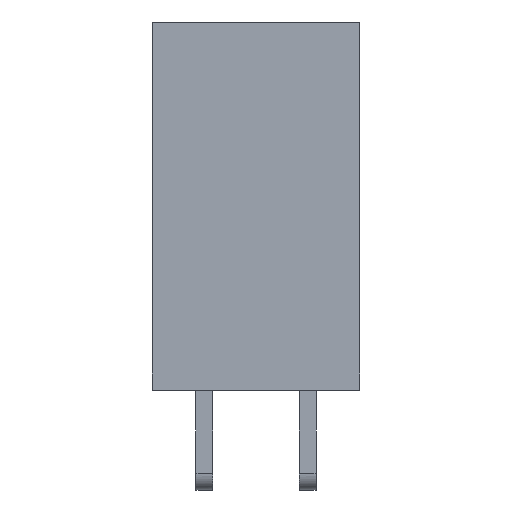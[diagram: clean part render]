
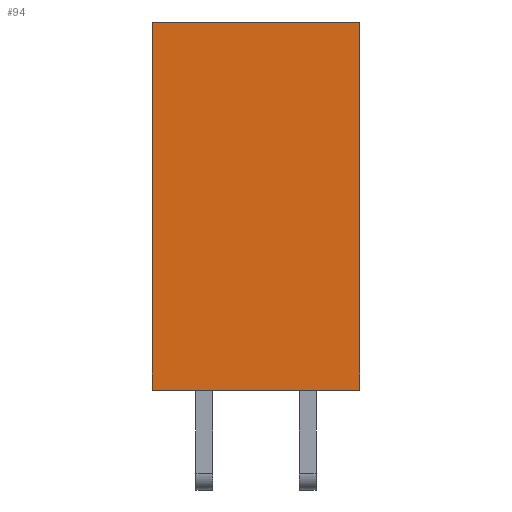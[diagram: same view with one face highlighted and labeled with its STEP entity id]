
A CAD part, left-side view. The second image highlights one B-rep face of the part: STEP entity #94.
In plain terms, the highlighted planar face has unit normal (-1, 0, 0).
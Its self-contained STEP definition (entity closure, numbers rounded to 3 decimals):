
#30=CARTESIAN_POINT('',(-39.6,0.,-0.125));
#31=DIRECTION('',(0.,-1.,0.));
#32=DIRECTION('',(-1.,0.,0.));
#33=AXIS2_PLACEMENT_3D('',#30,#32,#31);
#34=PLANE('',#33);
#35=CARTESIAN_POINT('',(-39.6,-2.5,-3.75));
#36=VERTEX_POINT('',#35);
#37=CARTESIAN_POINT('',(-39.6,-2.5,4.45));
#38=VERTEX_POINT('',#37);
#39=CARTESIAN_POINT('',(-39.6,-2.5,-3.75));
#40=CARTESIAN_POINT('',(-39.6,-2.5,-2.11));
#41=CARTESIAN_POINT('',(-39.6,-2.5,-0.47));
#42=CARTESIAN_POINT('',(-39.6,-2.5,1.17));
#43=CARTESIAN_POINT('',(-39.6,-2.5,2.81));
#44=CARTESIAN_POINT('',(-39.6,-2.5,4.45));
#45=B_SPLINE_CURVE_WITH_KNOTS('',5,(#39,#40,#41,#42,#43,#44),.UNSPECIFIED.,.F.,.U.,(6,6),(0.,8.2),.UNSPECIFIED.);
#46=EDGE_CURVE('',#36,#38,#45,.T.);
#47=ORIENTED_EDGE('',*,*,#46,.T.);
#48=CARTESIAN_POINT('',(-39.6,2.5,4.45));
#49=VERTEX_POINT('',#48);
#50=CARTESIAN_POINT('',(-39.6,-2.5,4.45));
#51=CARTESIAN_POINT('',(-39.6,-1.5,4.45));
#52=CARTESIAN_POINT('',(-39.6,-0.5,4.45));
#53=CARTESIAN_POINT('',(-39.6,0.5,4.45));
#54=CARTESIAN_POINT('',(-39.6,1.5,4.45));
#55=CARTESIAN_POINT('',(-39.6,2.5,4.45));
#56=B_SPLINE_CURVE_WITH_KNOTS('',5,(#50,#51,#52,#53,#54,#55),.UNSPECIFIED.,.F.,.U.,(6,6),(0.,5.),.UNSPECIFIED.);
#57=EDGE_CURVE('',#38,#49,#56,.T.);
#58=ORIENTED_EDGE('',*,*,#57,.T.);
#59=CARTESIAN_POINT('',(-39.6,2.5,-3.75));
#60=VERTEX_POINT('',#59);
#61=CARTESIAN_POINT('',(-39.6,2.5,-3.75));
#62=CARTESIAN_POINT('',(-39.6,2.5,-2.11));
#63=CARTESIAN_POINT('',(-39.6,2.5,-0.47));
#64=CARTESIAN_POINT('',(-39.6,2.5,1.17));
#65=CARTESIAN_POINT('',(-39.6,2.5,2.81));
#66=CARTESIAN_POINT('',(-39.6,2.5,4.45));
#67=B_SPLINE_CURVE_WITH_KNOTS('',5,(#61,#62,#63,#64,#65,#66),.UNSPECIFIED.,.F.,.U.,(6,6),(0.,8.2),.UNSPECIFIED.);
#68=EDGE_CURVE('',#60,#49,#67,.T.);
#69=ORIENTED_EDGE('',*,*,#68,.F.);
#70=CARTESIAN_POINT('',(-39.6,2.5,-4.45));
#71=VERTEX_POINT('',#70);
#72=CARTESIAN_POINT('',(-39.6,2.5,-4.45));
#73=DIRECTION('',(0.,0.,1.));
#74=VECTOR('',#73,0.7);
#75=LINE('',#72,#74);
#76=EDGE_CURVE('',#71,#60,#75,.T.);
#77=ORIENTED_EDGE('',*,*,#76,.F.);
#78=CARTESIAN_POINT('',(-39.6,-2.5,-4.45));
#79=VERTEX_POINT('',#78);
#80=CARTESIAN_POINT('',(-39.6,-2.5,-4.45));
#81=DIRECTION('',(0.,1.,0.));
#82=VECTOR('',#81,5.);
#83=LINE('',#80,#82);
#84=EDGE_CURVE('',#79,#71,#83,.T.);
#85=ORIENTED_EDGE('',*,*,#84,.F.);
#86=CARTESIAN_POINT('',(-39.6,-2.5,-3.75));
#87=DIRECTION('',(0.,0.,-1.));
#88=VECTOR('',#87,0.7);
#89=LINE('',#86,#88);
#90=EDGE_CURVE('',#36,#79,#89,.T.);
#91=ORIENTED_EDGE('',*,*,#90,.F.);
#92=EDGE_LOOP('',(#47,#58,#69,#77,#85,#91));
#93=FACE_OUTER_BOUND('',#92,.T.);
#94=ADVANCED_FACE('',(#93),#34,.T.);
